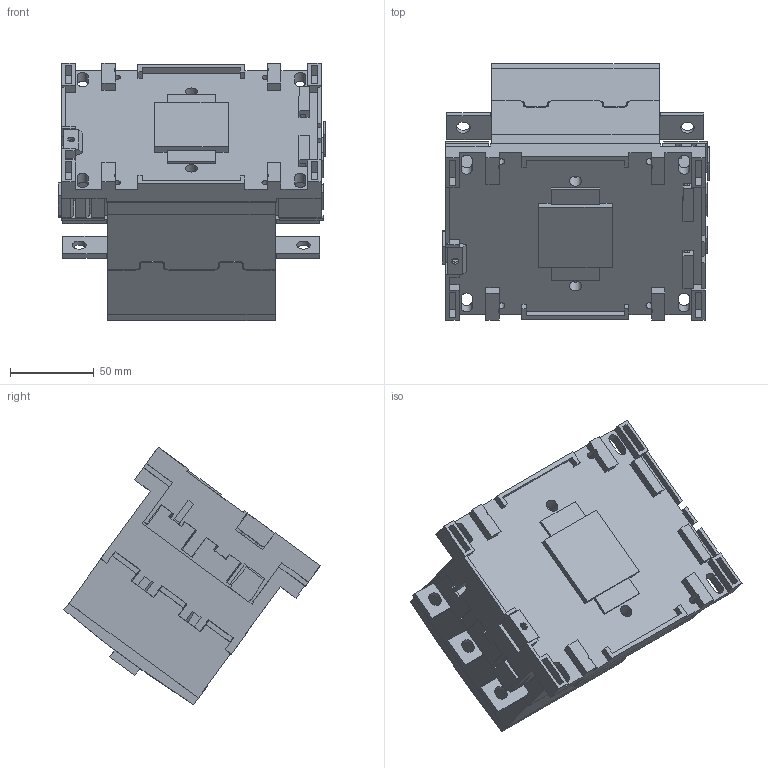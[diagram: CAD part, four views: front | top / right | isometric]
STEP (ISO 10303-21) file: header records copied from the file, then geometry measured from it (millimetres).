
FILE_DESCRIPTION(/* description */ (''),/* implementation_level */ '2;1');
FILE_NAME(/* name */ 'zzc5-250.stp',/* time_stamp */ '2022-05-26T16:10:48+08:00',/* author */ (''),/* organization */ (''),/* preprocessor_version */ 'ST-DEVELOPER v16',/* originating_system */ 'SIEMENS PLM Software NX 10.0',/* authorisation */ '');
FILE_SCHEMA (('CONFIG_CONTROL_DESIGN'));
Length unit declared in the file: millimetre
Products named in the file (18): MIANBAN_10; LIANJIEBAN_2; MIEHUZHAO_8; ZHONGZUO_5; ZHIJIA_21; XIANZHIJIAN_1; DIZUO_10; JIEXIANHE0_AF1_ASM_6_ASM_ASM; JIEXIANHE0_AF0_ASM_6_ASM_ASM; GAIBAN-115_ASM_2_ASM_ASM; MIEHUZHAO_ASM_2_ASM_ASM; CHUTU-115_ASM_3_ASM_ASM; ZHAONGZUO-115_ASM_6_ASM_ASM; COIL-115_ASM_2_ASM_ASM; DIZUOZUHE_ASM_3_ASM_ASM; D115_ASM_35_ASM_ASM; D115_ASM_ASM_ASM; zzc5-250_stp
Assembly tree (22 placements, depth 6):
  zzc5-250_stp
    D115_ASM_ASM_ASM
      D115_ASM_35_ASM_ASM
        DIZUOZUHE_ASM_3_ASM_ASM
          DIZUO_10
          XIANZHIJIAN_1
        COIL-115_ASM_2_ASM_ASM
          ZHIJIA_21
        ZHAONGZUO-115_ASM_6_ASM_ASM
          ZHONGZUO_5
          CHUTU-115_ASM_3_ASM_ASM  x6
            LIANJIEBAN_2
        MIEHUZHAO_ASM_2_ASM_ASM
          MIEHUZHAO_8
          GAIBAN-115_ASM_2_ASM_ASM
            MIANBAN_10
        JIEXIANHE0_AF0_ASM_6_ASM_ASM
        JIEXIANHE0_AF1_ASM_6_ASM_ASM
Bounding box: 159.91 x 153.16 x 153.95 mm (x, y, z)
Volume: 414463.8 mm3; surface area: 333586.1 mm2
Topology: 12 solids, 12 shells, 2081 faces, 6084 edges, 4025 vertices
Faces by surface type: plane 1814, cylinder 263, cone 4
Entity records: 66511 total; most frequent: CARTESIAN_POINT 11874, ORIENTED_EDGE 11448, DIRECTION 10181, EDGE_CURVE 5724, LINE 5149, VECTOR 5149, VERTEX_POINT 3785, AXIS2_PLACEMENT_3D 2516
